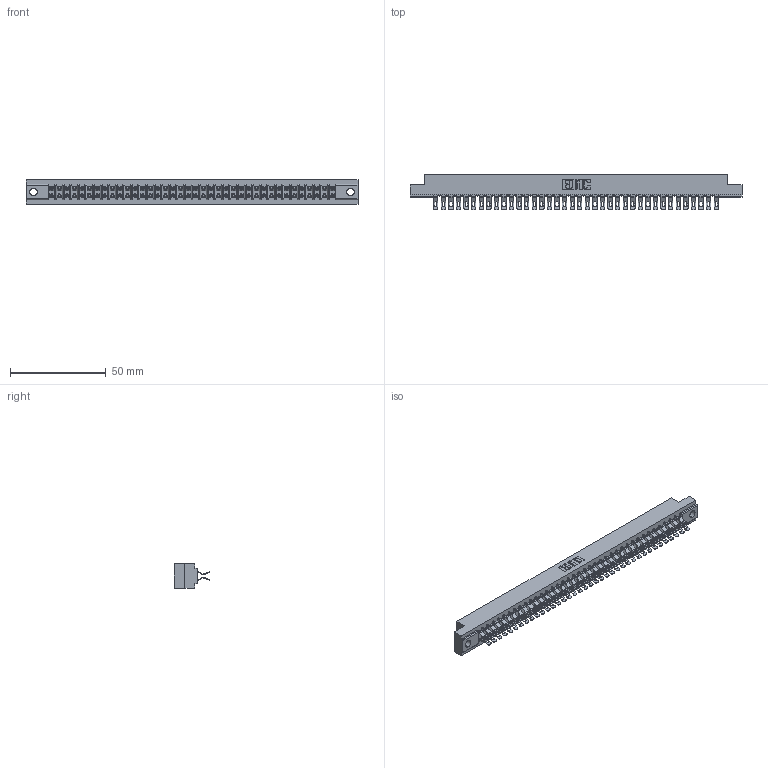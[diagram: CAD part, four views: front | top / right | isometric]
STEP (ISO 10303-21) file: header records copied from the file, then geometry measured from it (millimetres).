
FILE_DESCRIPTION (( 'STEP AP203' ), '1' );
FILE_NAME ('357-076-555-204.STEP', '2018-08-12T21:40:02', ( '' ), ( '' ), 'SwSTEP 2.0', 'SolidWorks 2016', '' );
FILE_SCHEMA (( 'CONFIG_CONTROL_DESIGN' ));
Length unit declared in the file: inch
Products named in the file (3): 307 Part_.156 Dia Mounting Holes; 307-290-001_555; 357-076-555-204
Assembly tree (77 placements, depth 2):
  357-076-555-204
    307 Part_.156 Dia Mounting Holes
    307-290-001_555  x76
Bounding box: 173.58 x 18.75 x 12.7 mm (x, y, z)
Volume: 18550.7 mm3; surface area: 23707.4 mm2
Topology: 77 solids, 77 shells, 4807 faces, 14115 edges, 9202 vertices
Faces by surface type: plane 2668, cylinder 2061, sphere 78
Entity records: 35241 total; most frequent: CARTESIAN_POINT 5776, ORIENTED_EDGE 5724, DIRECTION 5658, EDGE_CURVE 2862, LINE 2190, VECTOR 2190, VERTEX_POINT 1852, AXIS2_PLACEMENT_3D 1734
